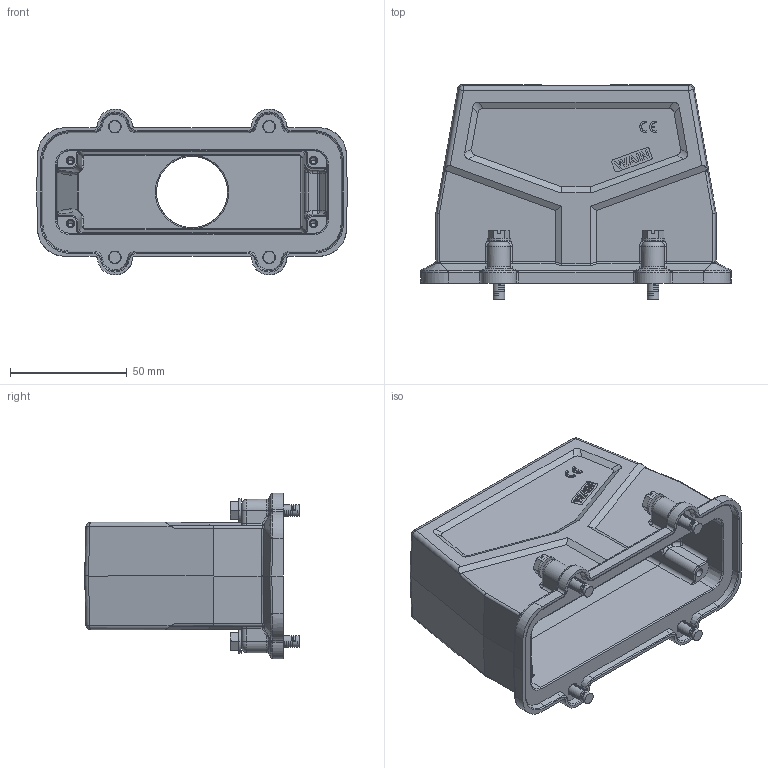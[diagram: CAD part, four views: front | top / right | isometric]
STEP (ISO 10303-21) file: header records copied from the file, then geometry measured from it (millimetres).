
FILE_DESCRIPTION((''),'2;1');
FILE_NAME('3D_1111244305012_EMC_W24B-TEH-4','2023-11-30T',('p.yu'),(''),'PRO/ENGINEER BY PARAMETRIC TECHNOLOGY CORPORATION, 2012480','PRO/ENGINEER BY PARAMETRIC TECHNOLOGY CORPORATION, 2012480','');
FILE_SCHEMA(('CONFIG_CONTROL_DESIGN'));
Length unit declared in the file: millimetre
Products named in the file (1): 3D_1111244305012_EMC_W24B-TEH-4
Bounding box: 133 x 91.9 x 71 mm (x, y, z)
Volume: 152949.5 mm3; surface area: 64819.4 mm2
Topology: 1 solids, 1 shells, 755 faces, 2383 edges, 1639 vertices
Faces by surface type: plane 281, cylinder 230, bspline 109, cone 56, torus 52, sphere 27
Entity records: 33039 total; most frequent: CARTESIAN_POINT 13221, ORIENTED_EDGE 4696, DIRECTION 3435, EDGE_CURVE 2348, VERTEX_POINT 1639, VECTOR 1153, LINE 1153, AXIS2_PLACEMENT_3D 1141
